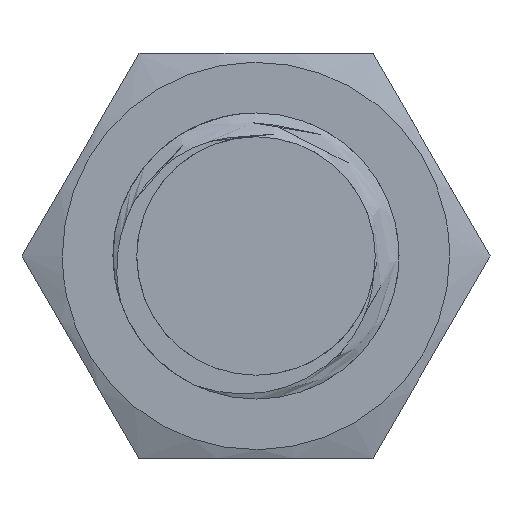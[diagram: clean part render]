
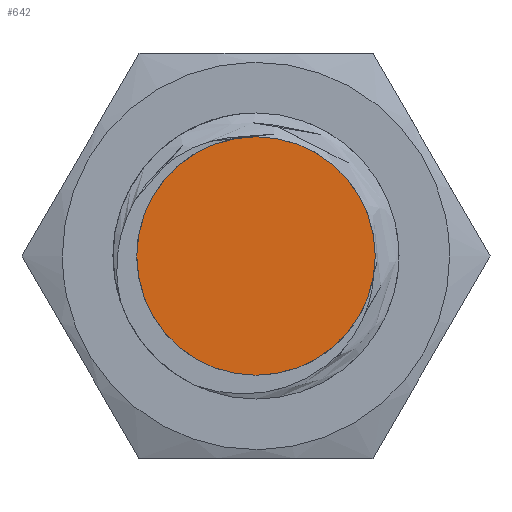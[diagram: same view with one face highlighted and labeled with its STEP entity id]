
A CAD part, left-side view. The second image highlights one B-rep face of the part: STEP entity #642.
In plain terms, the highlighted planar face has unit normal (-1, 0, 0).
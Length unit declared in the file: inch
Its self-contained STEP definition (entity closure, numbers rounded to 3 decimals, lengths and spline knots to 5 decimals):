
#188 = ORIENTED_EDGE ( 'NONE', *, *, #4335, .F. ) ;
#219 = VERTEX_POINT ( 'NONE', #7238 ) ;
#253 = VERTEX_POINT ( 'NONE', #11007 ) ;
#405 = CIRCLE ( 'NONE', #5754, 0.19685 ) ;
#642 = ADVANCED_FACE ( 'NONE', ( #10657 ), #11582, .F. ) ;
#1304 = DIRECTION ( 'NONE',  ( 1., 0., 0. ) ) ;
#1641 = AXIS2_PLACEMENT_3D ( 'NONE', #3521, #6381, #4333 ) ;
#3231 = DIRECTION ( 'NONE',  ( 0., 0., -1. ) ) ;
#3521 = CARTESIAN_POINT ( 'NONE',  ( -26.87195, 0., -1.38532 ) ) ;
#3684 = ORIENTED_EDGE ( 'NONE', *, *, #8384, .F. ) ;
#4333 = DIRECTION ( 'NONE',  ( 0., 0., -1. ) ) ;
#4335 = EDGE_CURVE ( 'NONE', #253, #219, #6939, .T. ) ;
#4895 = EDGE_LOOP ( 'NONE', ( #188, #3684 ) ) ;
#5754 = AXIS2_PLACEMENT_3D ( 'NONE', #7858, #6002, #9777 ) ;
#6002 = DIRECTION ( 'NONE',  ( 1., 0., 0. ) ) ;
#6381 = DIRECTION ( 'NONE',  ( 1., 0., 0. ) ) ;
#6939 = CIRCLE ( 'NONE', #10086, 0.19685 ) ;
#7238 = CARTESIAN_POINT ( 'NONE',  ( -26.87195, 0., -1.18847 ) ) ;
#7858 = CARTESIAN_POINT ( 'NONE',  ( -26.87195, 0., -1.38532 ) ) ;
#8384 = EDGE_CURVE ( 'NONE', #219, #253, #405, .T. ) ;
#9777 = DIRECTION ( 'NONE',  ( 0., 0., -1. ) ) ;
#10086 = AXIS2_PLACEMENT_3D ( 'NONE', #10740, #1304, #3231 ) ;
#10657 = FACE_OUTER_BOUND ( 'NONE', #4895, .T. ) ;
#10740 = CARTESIAN_POINT ( 'NONE',  ( -26.87195, 0., -1.38532 ) ) ;
#11007 = CARTESIAN_POINT ( 'NONE',  ( -26.87195, 0., -1.58217 ) ) ;
#11582 = PLANE ( 'NONE',  #1641 ) ;
